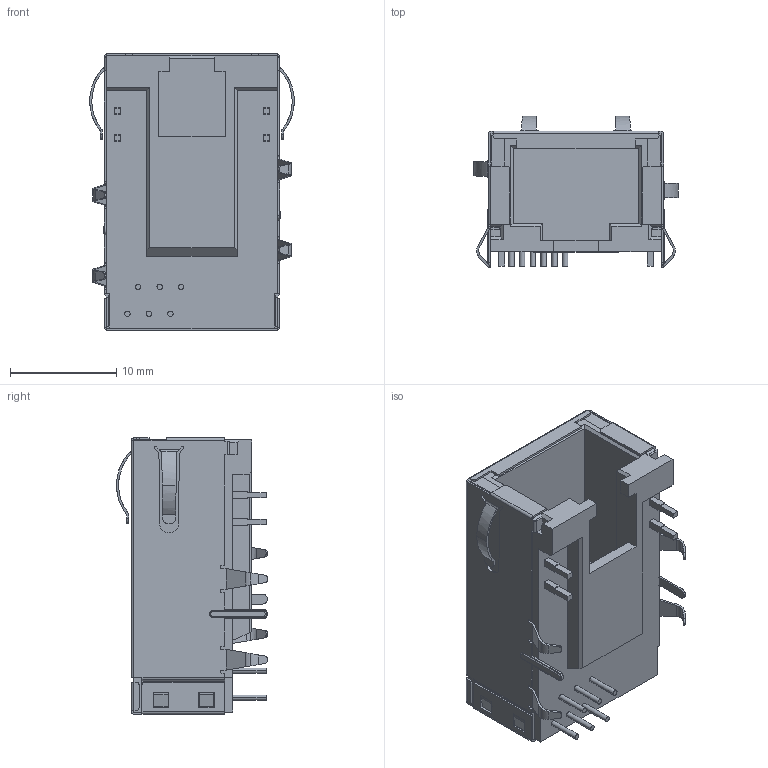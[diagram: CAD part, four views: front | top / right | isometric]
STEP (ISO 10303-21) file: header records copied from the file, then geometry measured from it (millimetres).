
FILE_DESCRIPTION (( 'STEP AP214' ), '1' );
FILE_NAME ('L834-1G1T-91.STEP', '2019-06-09T12:55:13', ( '' ), ( '' ), 'SwSTEP 2.0', 'SolidWorks 2017', '' );
FILE_SCHEMA (( 'AUTOMOTIVE_DESIGN' ));
Length unit declared in the file: inch
Products named in the file (1): L834-1G1T-91
Bounding box: 19.3 x 14.25 x 26.06 mm (x, y, z)
Volume: 2919.6 mm3; surface area: 4737.6 mm2
Topology: 21 solids, 21 shells, 590 faces, 1486 edges, 940 vertices
Faces by surface type: plane 421, cylinder 163, torus 6
Entity records: 17614 total; most frequent: CARTESIAN_POINT 3449, ORIENTED_EDGE 2972, DIRECTION 2752, EDGE_CURVE 1486, LINE 1114, VECTOR 1114, VERTEX_POINT 940, AXIS2_PLACEMENT_3D 819
